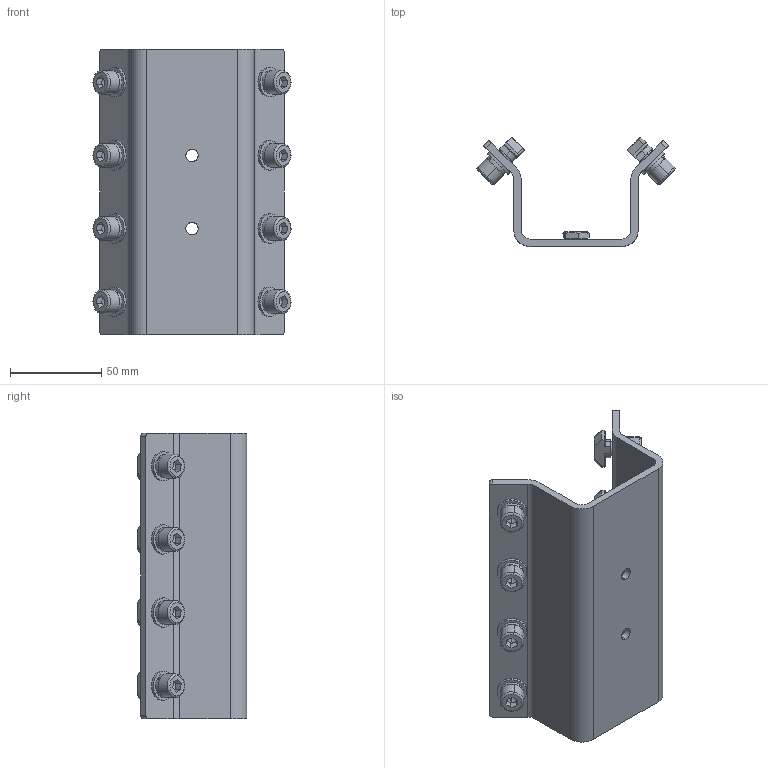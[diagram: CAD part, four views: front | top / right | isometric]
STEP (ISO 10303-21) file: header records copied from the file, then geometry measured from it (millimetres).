
FILE_DESCRIPTION (( 'STEP AP203' ), '1' );
FILE_NAME ('SPS.AP40.STEP', '2015-01-22T02:11:24', ( 'USER' ), ( 'Microsoft' ), 'SwSTEP 2.0', 'SolidWorks 2012', '' );
FILE_SCHEMA (( 'CONFIG_CONTROL_DESIGN' ));
Length unit declared in the file: millimetre
Products named in the file (1): SPS.AP40
Bounding box: 108.23 x 59.8 x 156 mm (x, y, z)
Surface area: 74263.1 mm2 (no closed solid volume)
Topology: 0 solids, 57 shells, 489 faces, 1640 edges, 1133 vertices
Faces by surface type: plane 285, cylinder 152, cone 36, torus 16
Entity records: 17695 total; most frequent: CARTESIAN_POINT 3948, DIRECTION 2881, ORIENTED_EDGE 2491, EDGE_CURVE 1624, VERTEX_POINT 1133, LINE 981, VECTOR 981, AXIS2_PLACEMENT_3D 950
